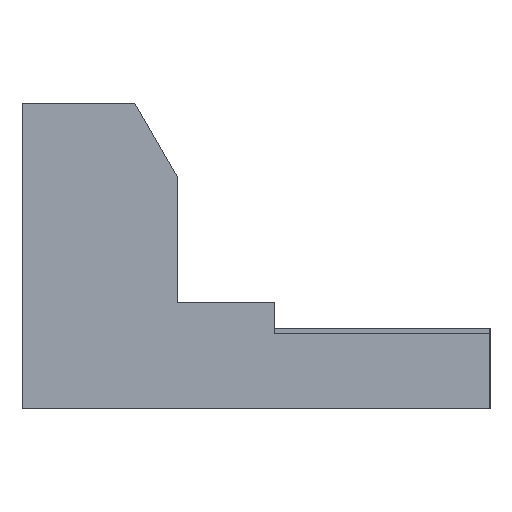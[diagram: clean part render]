
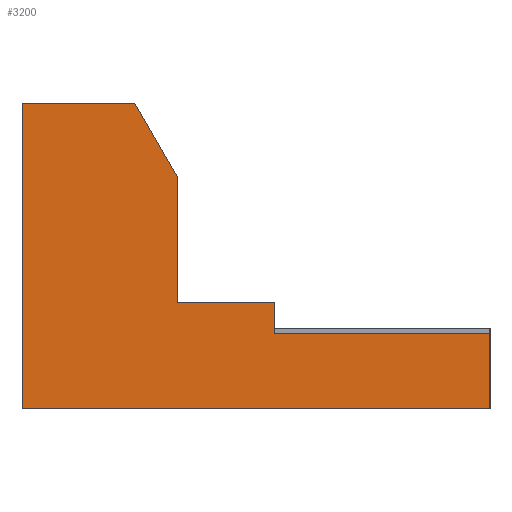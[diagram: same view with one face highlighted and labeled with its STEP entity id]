
A CAD part, left-side view. The second image highlights one B-rep face of the part: STEP entity #3200.
In plain terms, the highlighted planar face has unit normal (-1, 0, 0).
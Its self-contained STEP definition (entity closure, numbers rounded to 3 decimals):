
#3182=AXIS2_PLACEMENT_3D('Plane Axis2P3D',#3179,#3180,#3181) ;
#1568=CARTESIAN_POINT('Vertex',(0.,0.,1.5)) ;
#1571=CARTESIAN_POINT('Line Origine',(0.,0.,0.75)) ;
#1575=CARTESIAN_POINT('Vertex',(0.,0.,0.)) ;
#2307=CARTESIAN_POINT('Vertex',(0.,9.35,0.)) ;
#2310=CARTESIAN_POINT('Line Origine',(0.,9.35,3.05)) ;
#2314=CARTESIAN_POINT('Vertex',(0.,9.35,6.1)) ;
#2515=CARTESIAN_POINT('Vertex',(0.,6.25,4.635)) ;
#2518=CARTESIAN_POINT('Line Origine',(0.,6.25,3.38)) ;
#2522=CARTESIAN_POINT('Vertex',(0.,6.25,2.125)) ;
#2835=CARTESIAN_POINT('Line Origine',(0.,5.275,2.125)) ;
#2839=CARTESIAN_POINT('Vertex',(0.,4.3,2.125)) ;
#2912=CARTESIAN_POINT('Line Origine',(0.,4.3,1.813)) ;
#2916=CARTESIAN_POINT('Vertex',(0.,4.3,1.5)) ;
#2936=CARTESIAN_POINT('Line Origine',(0.,8.223,6.1)) ;
#2940=CARTESIAN_POINT('Vertex',(0.,7.096,6.1)) ;
#2967=CARTESIAN_POINT('Line Origine',(0.,6.673,5.368)) ;
#3166=CARTESIAN_POINT('Line Origine',(0.,2.15,1.5)) ;
#3179=CARTESIAN_POINT('Axis2P3D Location',(0.,9.35,0.)) ;
#3184=CARTESIAN_POINT('Line Origine',(0.,4.675,0.)) ;
#1572=DIRECTION('Vector Direction',(0.,0.,1.)) ;
#2311=DIRECTION('Vector Direction',(0.,0.,1.)) ;
#2519=DIRECTION('Vector Direction',(0.,0.,1.)) ;
#2836=DIRECTION('Vector Direction',(0.,-1.,0.)) ;
#2913=DIRECTION('Vector Direction',(0.,0.,1.)) ;
#2937=DIRECTION('Vector Direction',(0.,-1.,0.)) ;
#2968=DIRECTION('Vector Direction',(0.,-0.5,-0.866)) ;
#3167=DIRECTION('Vector Direction',(0.,-1.,0.)) ;
#3180=DIRECTION('Axis2P3D Direction',(1.,0.,0.)) ;
#3181=DIRECTION('Axis2P3D XDirection',(0.,1.,0.)) ;
#3185=DIRECTION('Vector Direction',(0.,-1.,0.)) ;
#1573=VECTOR('Line Direction',#1572,1.) ;
#2312=VECTOR('Line Direction',#2311,1.) ;
#2520=VECTOR('Line Direction',#2519,1.) ;
#2837=VECTOR('Line Direction',#2836,1.) ;
#2914=VECTOR('Line Direction',#2913,1.) ;
#2938=VECTOR('Line Direction',#2937,1.) ;
#2969=VECTOR('Line Direction',#2968,1.) ;
#3168=VECTOR('Line Direction',#3167,1.) ;
#3186=VECTOR('Line Direction',#3185,1.) ;
#3190=ORIENTED_EDGE('',*,*,#1577,.T.) ;
#3191=ORIENTED_EDGE('',*,*,#3170,.F.) ;
#3192=ORIENTED_EDGE('',*,*,#2918,.F.) ;
#3193=ORIENTED_EDGE('',*,*,#2841,.F.) ;
#3194=ORIENTED_EDGE('',*,*,#2524,.F.) ;
#3195=ORIENTED_EDGE('',*,*,#2971,.F.) ;
#3196=ORIENTED_EDGE('',*,*,#2942,.F.) ;
#3197=ORIENTED_EDGE('',*,*,#2316,.F.) ;
#3198=ORIENTED_EDGE('',*,*,#3188,.F.) ;
#3200=ADVANCED_FACE('ISTE WKS1/3.1\\PartBody',(#3199),#3183,.F.) ;
#1577=EDGE_CURVE('',#1576,#1569,#1574,.T.) ;
#2316=EDGE_CURVE('',#2308,#2315,#2313,.T.) ;
#2524=EDGE_CURVE('',#2516,#2523,#2521,.F.) ;
#2841=EDGE_CURVE('',#2523,#2840,#2838,.T.) ;
#2918=EDGE_CURVE('',#2840,#2917,#2915,.F.) ;
#2942=EDGE_CURVE('',#2315,#2941,#2939,.T.) ;
#2971=EDGE_CURVE('',#2941,#2516,#2970,.T.) ;
#3170=EDGE_CURVE('',#2917,#1569,#3169,.T.) ;
#3188=EDGE_CURVE('',#1576,#2308,#3187,.F.) ;
#3189=EDGE_LOOP('',(#3190,#3191,#3192,#3193,#3194,#3195,#3196,#3197,#3198)) ;
#3199=FACE_OUTER_BOUND('',#3189,.T.) ;
#1574=LINE('Line',#1571,#1573) ;
#2313=LINE('Line',#2310,#2312) ;
#2521=LINE('Line',#2518,#2520) ;
#2838=LINE('Line',#2835,#2837) ;
#2915=LINE('Line',#2912,#2914) ;
#2939=LINE('Line',#2936,#2938) ;
#2970=LINE('Line',#2967,#2969) ;
#3169=LINE('Line',#3166,#3168) ;
#3187=LINE('Line',#3184,#3186) ;
#3183=PLANE('',#3182) ;
#1569=VERTEX_POINT('',#1568) ;
#1576=VERTEX_POINT('',#1575) ;
#2308=VERTEX_POINT('',#2307) ;
#2315=VERTEX_POINT('',#2314) ;
#2516=VERTEX_POINT('',#2515) ;
#2523=VERTEX_POINT('',#2522) ;
#2840=VERTEX_POINT('',#2839) ;
#2917=VERTEX_POINT('',#2916) ;
#2941=VERTEX_POINT('',#2940) ;
